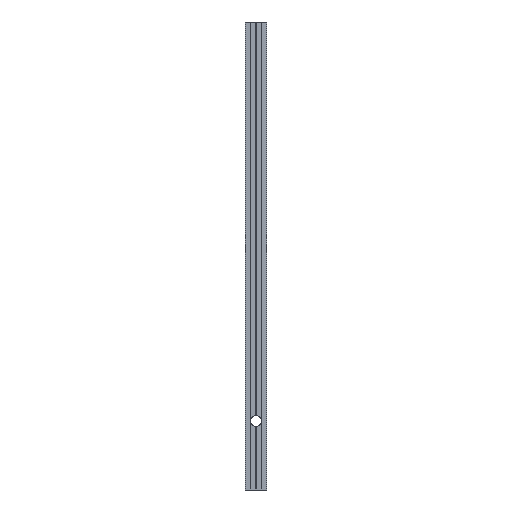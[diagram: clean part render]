
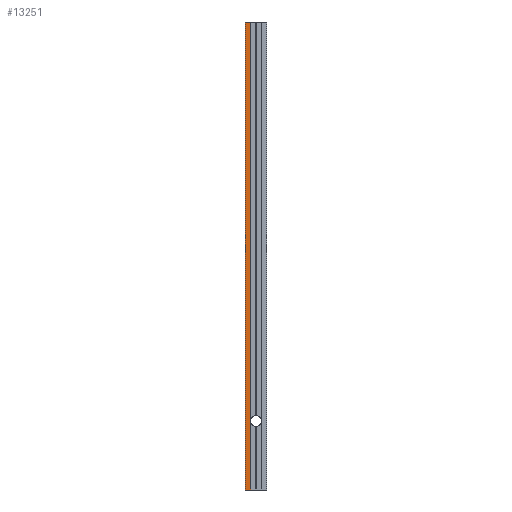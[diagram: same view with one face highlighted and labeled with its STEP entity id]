
A CAD part, left-side view. The second image highlights one B-rep face of the part: STEP entity #13251.
In plain terms, the highlighted planar face has unit normal (-1, 0, 0).
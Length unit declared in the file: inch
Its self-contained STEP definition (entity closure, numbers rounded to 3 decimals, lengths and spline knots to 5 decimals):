
#236=PLANE('',#15137);
#826=FACE_OUTER_BOUND('',#1432,.T.);
#1432=EDGE_LOOP('',(#10731,#10732,#10733,#10734));
#2044=LINE('',#20298,#2912);
#2483=LINE('',#23487,#3351);
#2484=LINE('',#23489,#3352);
#2485=LINE('',#23490,#3353);
#2912=VECTOR('',#15656,0.3937);
#3351=VECTOR('',#18995,39.37008);
#3352=VECTOR('',#18996,39.37008);
#3353=VECTOR('',#18997,39.37008);
#5056=VERTEX_POINT('',#20295);
#5057=VERTEX_POINT('',#20297);
#6357=VERTEX_POINT('',#23486);
#6358=VERTEX_POINT('',#23488);
#6448=EDGE_CURVE('',#5057,#5056,#2044,.T.);
#8130=EDGE_CURVE('',#6357,#5056,#2483,.T.);
#8131=EDGE_CURVE('',#6357,#6358,#2484,.T.);
#8132=EDGE_CURVE('',#6358,#5057,#2485,.T.);
#10731=ORIENTED_EDGE('',*,*,#6448,.T.);
#10732=ORIENTED_EDGE('',*,*,#8130,.F.);
#10733=ORIENTED_EDGE('',*,*,#8131,.T.);
#10734=ORIENTED_EDGE('',*,*,#8132,.T.);
#13251=ADVANCED_FACE('',(#826),#236,.T.);
#15137=AXIS2_PLACEMENT_3D('',#23485,#18993,#18994);
#15656=DIRECTION('',(0.,1.,0.));
#18993=DIRECTION('center_axis',(-1.,0.,0.));
#18994=DIRECTION('ref_axis',(0.,0.,1.));
#18995=DIRECTION('',(0.,0.,1.));
#18996=DIRECTION('',(0.,-1.,0.));
#18997=DIRECTION('',(0.,0.,1.));
#20295=CARTESIAN_POINT('',(-0.5,1.,-3.02842));
#20297=CARTESIAN_POINT('',(-0.5,0.505,-3.02842));
#20298=CARTESIAN_POINT('',(-0.5,-0.5,-3.02842));
#23485=CARTESIAN_POINT('Origin',(-0.5,-1.,-46.5));
#23486=CARTESIAN_POINT('',(-0.5,1.,-46.5));
#23487=CARTESIAN_POINT('',(-0.5,1.,-46.5));
#23488=CARTESIAN_POINT('',(-0.5,0.505,-46.5));
#23489=CARTESIAN_POINT('',(-0.5,-1.,-46.5));
#23490=CARTESIAN_POINT('',(-0.5,0.505,-46.5));
